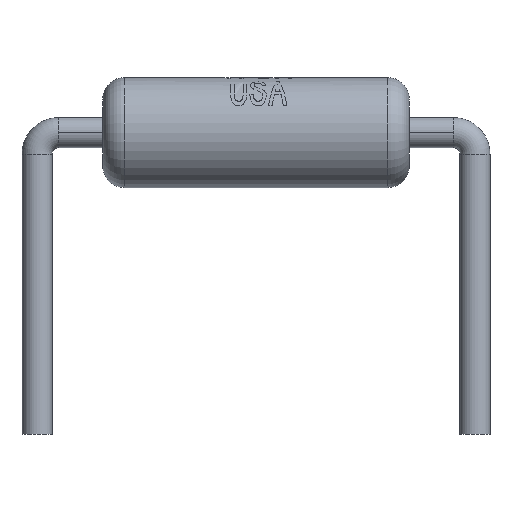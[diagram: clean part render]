
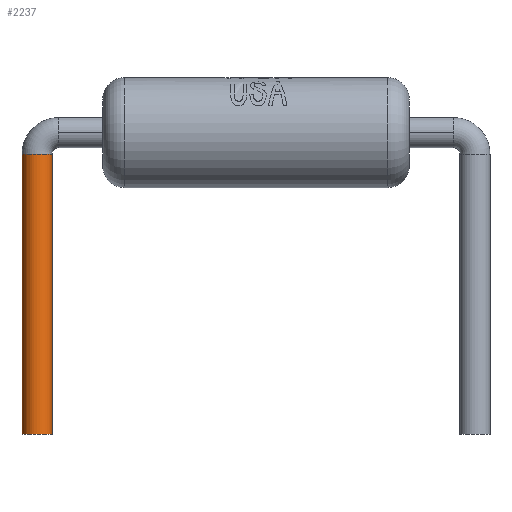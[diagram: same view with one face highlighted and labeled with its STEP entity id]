
A CAD part, top view. The second image highlights one B-rep face of the part: STEP entity #2237.
In plain terms, the highlighted cylindrical face has radius 0.35 mm (diameter 0.7 mm), a partial arc.
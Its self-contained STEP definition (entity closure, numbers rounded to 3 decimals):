
#219 = ORIENTED_EDGE ( 'NONE', *, *, #2565, .F. ) ;
#225 = ORIENTED_EDGE ( 'NONE', *, *, #2489, .F. ) ;
#226 = ORIENTED_EDGE ( 'NONE', *, *, #2547, .T. ) ;
#227 = ORIENTED_EDGE ( 'NONE', *, *, #2566, .T. ) ;
#324 = EDGE_LOOP ( 'NONE', ( #219, #226, #227, #225 ) ) ;
#406 = VERTEX_POINT ( 'NONE', #615 ) ;
#416 = VERTEX_POINT ( 'NONE', #635 ) ;
#436 = VERTEX_POINT ( 'NONE', #700 ) ;
#463 = VERTEX_POINT ( 'NONE', #695 ) ;
#615 = CARTESIAN_POINT ( 'NONE',  ( 0.35, 5.5, 0. ) ) ;
#635 = CARTESIAN_POINT ( 'NONE',  ( -0.35, -1., 0. ) ) ;
#695 = CARTESIAN_POINT ( 'NONE',  ( 0.35, -1., 0. ) ) ;
#700 = CARTESIAN_POINT ( 'NONE',  ( -0.35, 5.5, 0. ) ) ;
#776 = DIRECTION ( 'NONE',  ( 0., -1., 0. ) ) ;
#787 = DIRECTION ( 'NONE',  ( 1., 0., 0. ) ) ;
#803 = CARTESIAN_POINT ( 'NONE',  ( 0., 5.5, 0. ) ) ;
#1040 = CARTESIAN_POINT ( 'NONE',  ( 0.35, 5.5, 0. ) ) ;
#1053 = DIRECTION ( 'NONE',  ( 0., -1., 0. ) ) ;
#1421 = DIRECTION ( 'NONE',  ( 0., -1., 0. ) ) ;
#1439 = CARTESIAN_POINT ( 'NONE',  ( -0.35, 5.5, 0. ) ) ;
#1494 = DIRECTION ( 'NONE',  ( 0., 1., 0. ) ) ;
#1498 = DIRECTION ( 'NONE',  ( 0., 1., 0. ) ) ;
#1503 = CARTESIAN_POINT ( 'NONE',  ( 0., -1., 0. ) ) ;
#1519 = DIRECTION ( 'NONE',  ( 0., 0., 1. ) ) ;
#1522 = CARTESIAN_POINT ( 'NONE',  ( 0., 5.5, 0. ) ) ;
#1523 = DIRECTION ( 'NONE',  ( 0., 0., 1. ) ) ;
#1870 = LINE ( 'NONE', #1040, #1905 ) ;
#1905 = VECTOR ( 'NONE', #1053, 1000. ) ;
#1930 = CYLINDRICAL_SURFACE ( 'NONE', #2305, 0.35 ) ;
#1938 = FACE_OUTER_BOUND ( 'NONE', #324, .T. ) ;
#2115 = AXIS2_PLACEMENT_3D ( 'NONE', #1503, #1494, #1519 ) ;
#2116 = AXIS2_PLACEMENT_3D ( 'NONE', #1522, #1498, #1523 ) ;
#2168 = CIRCLE ( 'NONE', #2115, 0.35 ) ;
#2173 = VECTOR ( 'NONE', #1421, 1000. ) ;
#2181 = LINE ( 'NONE', #1439, #2173 ) ;
#2189 = CIRCLE ( 'NONE', #2116, 0.35 ) ;
#2237 = ADVANCED_FACE ( 'NONE', ( #1938 ), #1930, .T. ) ;
#2305 = AXIS2_PLACEMENT_3D ( 'NONE', #803, #776, #787 ) ;
#2489 = EDGE_CURVE ( 'NONE', #406, #463, #1870, .T. ) ;
#2547 = EDGE_CURVE ( 'NONE', #436, #416, #2181, .T. ) ;
#2565 = EDGE_CURVE ( 'NONE', #436, #406, #2189, .T. ) ;
#2566 = EDGE_CURVE ( 'NONE', #416, #463, #2168, .T. ) ;
